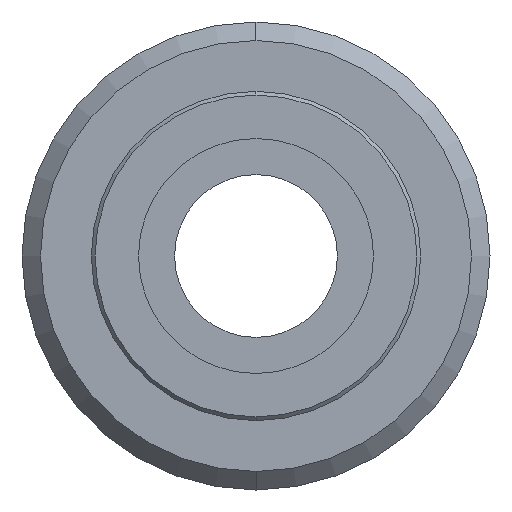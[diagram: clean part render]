
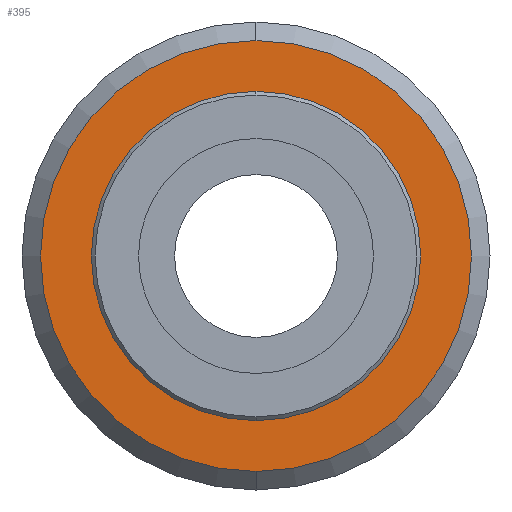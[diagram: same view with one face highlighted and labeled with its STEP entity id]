
A CAD part, left-side view. The second image highlights one B-rep face of the part: STEP entity #395.
In plain terms, the highlighted planar face has unit normal (-1, 0, 0).
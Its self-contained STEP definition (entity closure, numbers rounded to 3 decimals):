
#8 = CARTESIAN_POINT ( 'NONE',  ( -6.55, 0., 0. ) ) ;
#29 = EDGE_LOOP ( 'NONE', ( #848, #35 ) ) ;
#35 = ORIENTED_EDGE ( 'NONE', *, *, #1009, .T. ) ;
#39 = CARTESIAN_POINT ( 'NONE',  ( -6.55, 0., 5.825 ) ) ;
#56 = FACE_OUTER_BOUND ( 'NONE', #564, .T. ) ;
#61 = DIRECTION ( 'NONE',  ( 1., 0., 0. ) ) ;
#74 = VERTEX_POINT ( 'NONE', #484 ) ;
#86 = CIRCLE ( 'NONE', #1046, 5.825 ) ;
#157 = CIRCLE ( 'NONE', #489, 4.25 ) ;
#162 = ORIENTED_EDGE ( 'NONE', *, *, #503, .F. ) ;
#188 = DIRECTION ( 'NONE',  ( 0., 0., -1. ) ) ;
#208 = DIRECTION ( 'NONE',  ( 0., 0., 1. ) ) ;
#298 = DIRECTION ( 'NONE',  ( 0., 0., -1. ) ) ;
#337 = ORIENTED_EDGE ( 'NONE', *, *, #651, .F. ) ;
#358 = VERTEX_POINT ( 'NONE', #39 ) ;
#372 = FACE_BOUND ( 'NONE', #29, .T. ) ;
#389 = CARTESIAN_POINT ( 'NONE',  ( -6.55, 0., 0. ) ) ;
#395 = ADVANCED_FACE ( 'NONE', ( #372, #56 ), #477, .T. ) ;
#399 = DIRECTION ( 'NONE',  ( 0., 0., -1. ) ) ;
#401 = AXIS2_PLACEMENT_3D ( 'NONE', #389, #714, #298 ) ;
#402 = CARTESIAN_POINT ( 'NONE',  ( -6.55, 0., 4.25 ) ) ;
#412 = VERTEX_POINT ( 'NONE', #402 ) ;
#461 = DIRECTION ( 'NONE',  ( 1., 0., 0. ) ) ;
#477 = PLANE ( 'NONE',  #1018 ) ;
#484 = CARTESIAN_POINT ( 'NONE',  ( -6.55, 0., -5.825 ) ) ;
#489 = AXIS2_PLACEMENT_3D ( 'NONE', #630, #61, #399 ) ;
#503 = EDGE_CURVE ( 'NONE', #74, #358, #693, .T. ) ;
#539 = DIRECTION ( 'NONE',  ( 0., 0., -1. ) ) ;
#562 = CARTESIAN_POINT ( 'NONE',  ( -6.55, 5.825, 0. ) ) ;
#564 = EDGE_LOOP ( 'NONE', ( #162, #337 ) ) ;
#630 = CARTESIAN_POINT ( 'NONE',  ( -6.55, 0., 0. ) ) ;
#644 = DIRECTION ( 'NONE',  ( -1., 0., 0. ) ) ;
#651 = EDGE_CURVE ( 'NONE', #358, #74, #86, .T. ) ;
#675 = CIRCLE ( 'NONE', #401, 4.25 ) ;
#693 = CIRCLE ( 'NONE', #1044, 5.825 ) ;
#714 = DIRECTION ( 'NONE',  ( 1., 0., 0. ) ) ;
#799 = VERTEX_POINT ( 'NONE', #955 ) ;
#848 = ORIENTED_EDGE ( 'NONE', *, *, #953, .T. ) ;
#941 = CARTESIAN_POINT ( 'NONE',  ( -6.55, 0., 0. ) ) ;
#953 = EDGE_CURVE ( 'NONE', #799, #412, #675, .T. ) ;
#955 = CARTESIAN_POINT ( 'NONE',  ( -6.55, 0., -4.25 ) ) ;
#1009 = EDGE_CURVE ( 'NONE', #412, #799, #157, .T. ) ;
#1018 = AXIS2_PLACEMENT_3D ( 'NONE', #562, #644, #208 ) ;
#1044 = AXIS2_PLACEMENT_3D ( 'NONE', #8, #1065, #188 ) ;
#1046 = AXIS2_PLACEMENT_3D ( 'NONE', #941, #461, #539 ) ;
#1065 = DIRECTION ( 'NONE',  ( 1., 0., 0. ) ) ;
